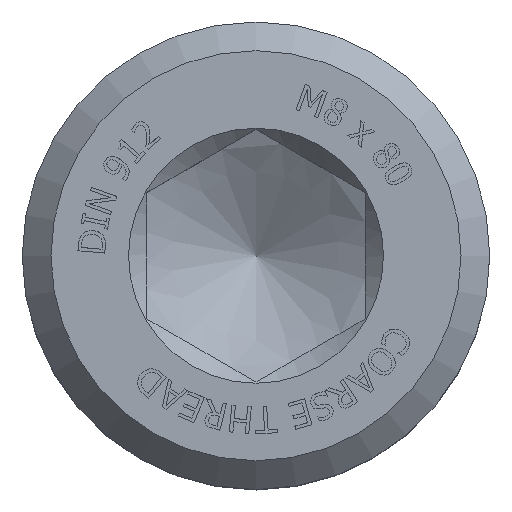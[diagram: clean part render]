
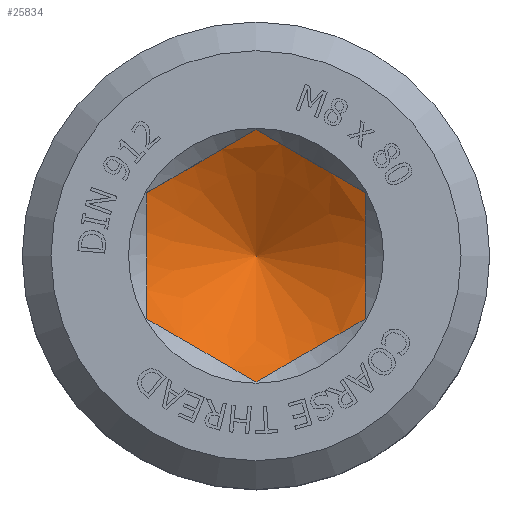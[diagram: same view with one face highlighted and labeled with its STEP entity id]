
A CAD part, top view. The second image highlights one B-rep face of the part: STEP entity #25834.
In plain terms, the highlighted conical face has half-angle 60 degrees and reference radius 2.6 mm.
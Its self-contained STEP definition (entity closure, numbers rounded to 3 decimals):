
#25482=CARTESIAN_POINT('',(0.,3.51,-4.0));
#25483=VERTEX_POINT('',#25482);
#25490=CARTESIAN_POINT('',(3.04,1.755,-4.0));
#25491=VERTEX_POINT('',#25490);
#25492=CARTESIAN_POINT('',(3.04,1.755,-4.0));
#25493=CARTESIAN_POINT('',(1.52,2.633,-4.507));
#25494=CARTESIAN_POINT('',(0.,3.51,-4.0));
#25502=(BOUNDED_CURVE()B_SPLINE_CURVE(2,(#25492,#25493,#25494),.UNSPECIFIED.,.F.,.U.)B_SPLINE_CURVE_WITH_KNOTS((3,3),(0.21,0.67),.UNSPECIFIED.)CURVE()GEOMETRIC_REPRESENTATION_ITEM()RATIONAL_B_SPLINE_CURVE((1.258,1.453,1.258))REPRESENTATION_ITEM(''));
#25503=EDGE_CURVE('',#25491,#25483,#25502,.T.);
#25520=CARTESIAN_POINT('',(-3.04,1.755,-4.0));
#25521=VERTEX_POINT('',#25520);
#25528=CARTESIAN_POINT('',(0.,3.51,-4.0));
#25529=CARTESIAN_POINT('',(-1.52,2.633,-4.507));
#25530=CARTESIAN_POINT('',(-3.04,1.755,-4.0));
#25538=(BOUNDED_CURVE()B_SPLINE_CURVE(2,(#25528,#25529,#25530),.UNSPECIFIED.,.F.,.U.)B_SPLINE_CURVE_WITH_KNOTS((3,3),(0.21,0.67),.UNSPECIFIED.)CURVE()GEOMETRIC_REPRESENTATION_ITEM()RATIONAL_B_SPLINE_CURVE((1.258,1.453,1.258))REPRESENTATION_ITEM(''));
#25539=EDGE_CURVE('',#25483,#25521,#25538,.T.);
#25551=CARTESIAN_POINT('',(-3.04,-1.755,-4.0));
#25552=VERTEX_POINT('',#25551);
#25559=CARTESIAN_POINT('',(-3.04,1.755,-4.0));
#25560=CARTESIAN_POINT('',(-3.04,0.,-4.507));
#25561=CARTESIAN_POINT('',(-3.04,-1.755,-4.0));
#25569=(BOUNDED_CURVE()B_SPLINE_CURVE(2,(#25559,#25560,#25561),.UNSPECIFIED.,.F.,.U.)B_SPLINE_CURVE_WITH_KNOTS((3,3),(0.21,0.67),.UNSPECIFIED.)CURVE()GEOMETRIC_REPRESENTATION_ITEM()RATIONAL_B_SPLINE_CURVE((1.258,1.453,1.258))REPRESENTATION_ITEM(''));
#25570=EDGE_CURVE('',#25521,#25552,#25569,.T.);
#25582=CARTESIAN_POINT('',(0.,-3.51,-4.0));
#25583=VERTEX_POINT('',#25582);
#25590=CARTESIAN_POINT('',(-3.04,-1.755,-4.0));
#25591=CARTESIAN_POINT('',(-1.52,-2.633,-4.507));
#25592=CARTESIAN_POINT('',(0.,-3.51,-4.0));
#25600=(BOUNDED_CURVE()B_SPLINE_CURVE(2,(#25590,#25591,#25592),.UNSPECIFIED.,.F.,.U.)B_SPLINE_CURVE_WITH_KNOTS((3,3),(0.21,0.67),.UNSPECIFIED.)CURVE()GEOMETRIC_REPRESENTATION_ITEM()RATIONAL_B_SPLINE_CURVE((1.258,1.453,1.258))REPRESENTATION_ITEM(''));
#25601=EDGE_CURVE('',#25552,#25583,#25600,.T.);
#25613=CARTESIAN_POINT('',(3.04,-1.755,-4.));
#25614=VERTEX_POINT('',#25613);
#25621=CARTESIAN_POINT('',(0.,-3.51,-4.0));
#25622=CARTESIAN_POINT('',(1.52,-2.633,-4.507));
#25623=CARTESIAN_POINT('',(3.04,-1.755,-4.));
#25631=(BOUNDED_CURVE()B_SPLINE_CURVE(2,(#25621,#25622,#25623),.UNSPECIFIED.,.F.,.U.)B_SPLINE_CURVE_WITH_KNOTS((3,3),(0.21,0.67),.UNSPECIFIED.)CURVE()GEOMETRIC_REPRESENTATION_ITEM()RATIONAL_B_SPLINE_CURVE((1.258,1.453,1.258))REPRESENTATION_ITEM(''));
#25632=EDGE_CURVE('',#25583,#25614,#25631,.T.);
#25645=CARTESIAN_POINT('',(3.04,-1.755,-4.));
#25646=CARTESIAN_POINT('',(3.04,0.,-4.507));
#25647=CARTESIAN_POINT('',(3.04,1.755,-4.0));
#25655=(BOUNDED_CURVE()B_SPLINE_CURVE(2,(#25645,#25646,#25647),.UNSPECIFIED.,.F.,.U.)B_SPLINE_CURVE_WITH_KNOTS((3,3),(0.21,0.67),.UNSPECIFIED.)CURVE()GEOMETRIC_REPRESENTATION_ITEM()RATIONAL_B_SPLINE_CURVE((1.258,1.453,1.258))REPRESENTATION_ITEM(''));
#25656=EDGE_CURVE('',#25614,#25491,#25655,.T.);
#25821=CARTESIAN_POINT('',(0.0,0.,-4.526));
#25822=DIRECTION('',(0.0,0.,1.0));
#25823=DIRECTION('',(0.0,1.0,0.0));
#25824=AXIS2_PLACEMENT_3D('',#25821,#25822,#25823);
#25825=CONICAL_SURFACE('',#25824,2.6,60.);
#25826=ORIENTED_EDGE('',*,*,#25570,.T.);
#25827=ORIENTED_EDGE('',*,*,#25601,.T.);
#25828=ORIENTED_EDGE('',*,*,#25632,.T.);
#25829=ORIENTED_EDGE('',*,*,#25656,.T.);
#25830=ORIENTED_EDGE('',*,*,#25503,.T.);
#25831=ORIENTED_EDGE('',*,*,#25539,.T.);
#25832=EDGE_LOOP('',(#25826,#25827,#25828,#25829,#25830,#25831));
#25833=FACE_OUTER_BOUND('',#25832,.T.);
#25834=ADVANCED_FACE('',(#25833),#25825,.F.);
